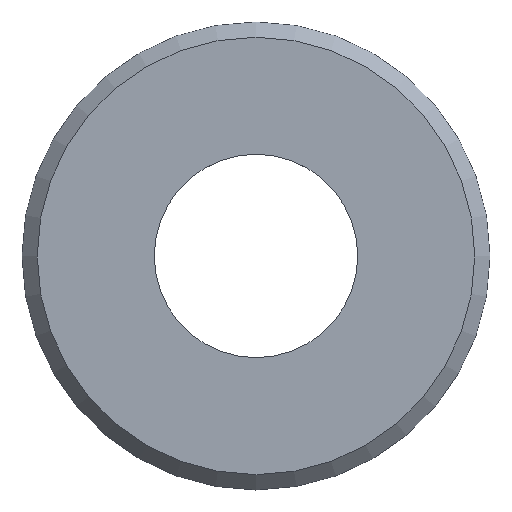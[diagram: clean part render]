
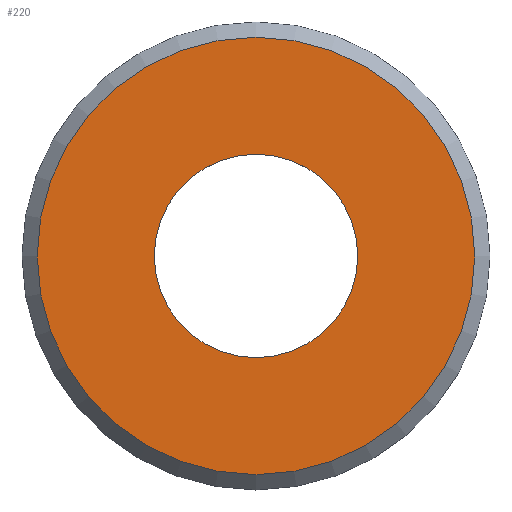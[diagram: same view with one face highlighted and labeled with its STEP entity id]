
A CAD part, top view. The second image highlights one B-rep face of the part: STEP entity #220.
In plain terms, the highlighted planar face has unit normal (0, 0, 1).
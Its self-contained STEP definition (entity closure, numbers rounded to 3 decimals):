
#3 = FACE_OUTER_BOUND ( 'NONE', #155, .T. ) ;
#4 = CARTESIAN_POINT ( 'NONE',  ( 0., 0., 3.5 ) ) ;
#13 = CIRCLE ( 'NONE', #165, 10. ) ;
#15 = AXIS2_PLACEMENT_3D ( 'NONE', #86, #34, #225 ) ;
#26 = EDGE_CURVE ( 'NONE', #91, #315, #187, .T. ) ;
#33 = DIRECTION ( 'NONE',  ( 1., 0., 0. ) ) ;
#34 = DIRECTION ( 'NONE',  ( 0., 0., 1. ) ) ;
#62 = DIRECTION ( 'NONE',  ( 0., 0., 1. ) ) ;
#67 = CIRCLE ( 'NONE', #347, 10. ) ;
#68 = AXIS2_PLACEMENT_3D ( 'NONE', #253, #62, #257 ) ;
#86 = CARTESIAN_POINT ( 'NONE',  ( 0., 0., 3.5 ) ) ;
#91 = VERTEX_POINT ( 'NONE', #266 ) ;
#106 = CARTESIAN_POINT ( 'NONE',  ( 0., 0., 3.5 ) ) ;
#119 = EDGE_LOOP ( 'NONE', ( #179, #215 ) ) ;
#120 = CARTESIAN_POINT ( 'NONE',  ( 10., 0., 3.5 ) ) ;
#126 = VERTEX_POINT ( 'NONE', #142 ) ;
#134 = DIRECTION ( 'NONE',  ( 1., 0., 0. ) ) ;
#142 = CARTESIAN_POINT ( 'NONE',  ( -10., 0., 3.5 ) ) ;
#148 = CARTESIAN_POINT ( 'NONE',  ( 0., 0., 3.5 ) ) ;
#155 = EDGE_LOOP ( 'NONE', ( #227, #264 ) ) ;
#165 = AXIS2_PLACEMENT_3D ( 'NONE', #148, #334, #177 ) ;
#174 = AXIS2_PLACEMENT_3D ( 'NONE', #106, #291, #134 ) ;
#175 = PLANE ( 'NONE',  #68 ) ;
#177 = DIRECTION ( 'NONE',  ( 1., 0., 0. ) ) ;
#179 = ORIENTED_EDGE ( 'NONE', *, *, #318, .F. ) ;
#187 = CIRCLE ( 'NONE', #174, 21.5 ) ;
#189 = VERTEX_POINT ( 'NONE', #120 ) ;
#199 = EDGE_CURVE ( 'NONE', #189, #126, #67, .T. ) ;
#201 = DIRECTION ( 'NONE',  ( 0., 0., 1. ) ) ;
#208 = FACE_BOUND ( 'NONE', #119, .T. ) ;
#211 = EDGE_CURVE ( 'NONE', #315, #91, #345, .T. ) ;
#215 = ORIENTED_EDGE ( 'NONE', *, *, #199, .F. ) ;
#220 = ADVANCED_FACE ( 'NONE', ( #3, #208 ), #175, .T. ) ;
#225 = DIRECTION ( 'NONE',  ( 1., 0., 0. ) ) ;
#227 = ORIENTED_EDGE ( 'NONE', *, *, #211, .T. ) ;
#253 = CARTESIAN_POINT ( 'NONE',  ( 0., 0., 3.5 ) ) ;
#257 = DIRECTION ( 'NONE',  ( 1., 0., 0. ) ) ;
#264 = ORIENTED_EDGE ( 'NONE', *, *, #26, .T. ) ;
#266 = CARTESIAN_POINT ( 'NONE',  ( 21.5, 0., 3.5 ) ) ;
#291 = DIRECTION ( 'NONE',  ( 0., 0., 1. ) ) ;
#315 = VERTEX_POINT ( 'NONE', #337 ) ;
#318 = EDGE_CURVE ( 'NONE', #126, #189, #13, .T. ) ;
#334 = DIRECTION ( 'NONE',  ( 0., 0., 1. ) ) ;
#337 = CARTESIAN_POINT ( 'NONE',  ( -21.5, 0., 3.5 ) ) ;
#345 = CIRCLE ( 'NONE', #15, 21.5 ) ;
#347 = AXIS2_PLACEMENT_3D ( 'NONE', #4, #201, #33 ) ;
